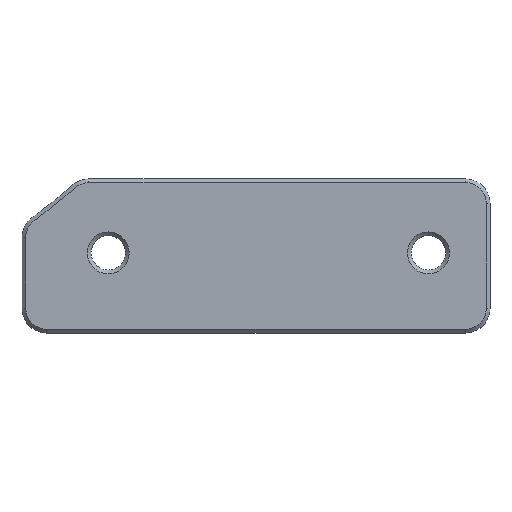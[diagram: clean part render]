
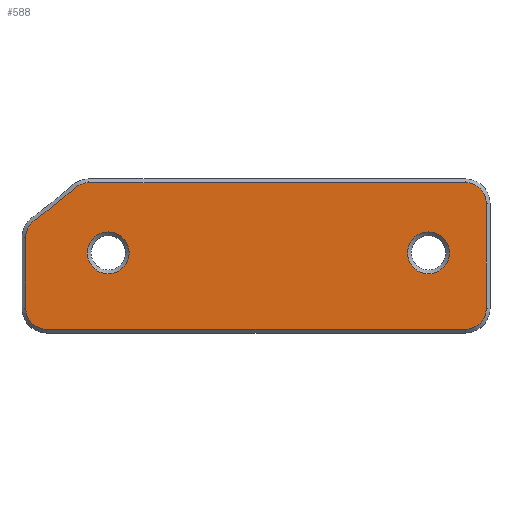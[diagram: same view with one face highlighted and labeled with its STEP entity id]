
A CAD part, top view. The second image highlights one B-rep face of the part: STEP entity #588.
In plain terms, the highlighted planar face has unit normal (0, 0, 1).
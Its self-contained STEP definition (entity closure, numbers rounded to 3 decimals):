
#15=FACE_BOUND('',#95,.T.);
#16=FACE_BOUND('',#96,.T.);
#33=PLANE('',#655);
#56=FACE_OUTER_BOUND('',#94,.T.);
#94=EDGE_LOOP('',(#449,#450,#451,#452,#453,#454,#455,#456,#457,#458));
#95=EDGE_LOOP('',(#459));
#96=EDGE_LOOP('',(#460));
#122=CIRCLE('',#627,1.7);
#124=CIRCLE('',#631,1.7);
#125=CIRCLE('',#633,60.3);
#128=CIRCLE('',#637,1.7);
#130=CIRCLE('',#641,1.7);
#132=CIRCLE('',#645,1.7);
#136=CIRCLE('',#656,1.7);
#137=CIRCLE('',#657,1.7);
#155=LINE('',#901,#207);
#161=LINE('',#925,#213);
#165=LINE('',#937,#217);
#170=LINE('',#949,#222);
#207=VECTOR('',#707,10.);
#213=VECTOR('',#733,10.);
#217=VECTOR('',#745,10.);
#222=VECTOR('',#758,10.);
#257=VERTEX_POINT('',#891);
#260=VERTEX_POINT('',#896);
#261=VERTEX_POINT('',#900);
#263=VERTEX_POINT('',#906);
#265=VERTEX_POINT('',#912);
#267=VERTEX_POINT('',#918);
#269=VERTEX_POINT('',#924);
#271=VERTEX_POINT('',#930);
#273=VERTEX_POINT('',#936);
#275=VERTEX_POINT('',#942);
#283=VERTEX_POINT('',#973);
#284=VERTEX_POINT('',#975);
#308=EDGE_CURVE('',#260,#257,#122,.T.);
#309=EDGE_CURVE('',#257,#261,#155,.T.);
#314=EDGE_CURVE('',#261,#263,#124,.T.);
#315=EDGE_CURVE('',#263,#265,#125,.T.);
#320=EDGE_CURVE('',#265,#267,#128,.T.);
#321=EDGE_CURVE('',#267,#269,#161,.T.);
#326=EDGE_CURVE('',#269,#271,#130,.T.);
#327=EDGE_CURVE('',#271,#273,#165,.T.);
#332=EDGE_CURVE('',#273,#275,#132,.T.);
#334=EDGE_CURVE('',#275,#260,#170,.T.);
#346=EDGE_CURVE('',#283,#283,#136,.T.);
#347=EDGE_CURVE('',#284,#284,#137,.T.);
#449=ORIENTED_EDGE('',*,*,#308,.F.);
#450=ORIENTED_EDGE('',*,*,#334,.F.);
#451=ORIENTED_EDGE('',*,*,#332,.F.);
#452=ORIENTED_EDGE('',*,*,#327,.F.);
#453=ORIENTED_EDGE('',*,*,#326,.F.);
#454=ORIENTED_EDGE('',*,*,#321,.F.);
#455=ORIENTED_EDGE('',*,*,#320,.F.);
#456=ORIENTED_EDGE('',*,*,#315,.F.);
#457=ORIENTED_EDGE('',*,*,#314,.F.);
#458=ORIENTED_EDGE('',*,*,#309,.F.);
#459=ORIENTED_EDGE('',*,*,#346,.F.);
#460=ORIENTED_EDGE('',*,*,#347,.F.);
#588=ADVANCED_FACE('',(#56,#15,#16),#33,.F.);
#627=AXIS2_PLACEMENT_3D('',#898,#703,#704);
#631=AXIS2_PLACEMENT_3D('',#910,#715,#716);
#633=AXIS2_PLACEMENT_3D('',#913,#719,#720);
#637=AXIS2_PLACEMENT_3D('',#922,#729,#730);
#641=AXIS2_PLACEMENT_3D('',#934,#741,#742);
#645=AXIS2_PLACEMENT_3D('',#946,#753,#754);
#655=AXIS2_PLACEMENT_3D('',#972,#783,#784);
#656=AXIS2_PLACEMENT_3D('',#974,#785,#786);
#657=AXIS2_PLACEMENT_3D('',#976,#787,#788);
#703=DIRECTION('center_axis',(0.,0.,-1.));
#704=DIRECTION('ref_axis',(-0.707,-0.707,0.));
#707=DIRECTION('',(0.,1.,0.));
#715=DIRECTION('center_axis',(0.,0.,-1.));
#716=DIRECTION('ref_axis',(-1.,0.,0.));
#719=DIRECTION('center_axis',(0.,0.,1.));
#720=DIRECTION('ref_axis',(0.738,-0.675,0.));
#729=DIRECTION('center_axis',(0.,0.,-1.));
#730=DIRECTION('ref_axis',(-0.348,0.938,0.));
#733=DIRECTION('',(1.,0.,0.));
#741=DIRECTION('center_axis',(0.,0.,-1.));
#742=DIRECTION('ref_axis',(0.707,0.707,0.));
#745=DIRECTION('',(0.,-1.,0.));
#753=DIRECTION('center_axis',(0.,0.,-1.));
#754=DIRECTION('ref_axis',(0.707,-0.707,0.));
#758=DIRECTION('',(-1.,0.,0.));
#783=DIRECTION('center_axis',(0.,0.,-1.));
#784=DIRECTION('ref_axis',(-1.,0.,0.));
#785=DIRECTION('center_axis',(0.,0.,1.));
#786=DIRECTION('ref_axis',(-1.,0.,0.));
#787=DIRECTION('center_axis',(0.,0.,1.));
#788=DIRECTION('ref_axis',(-1.,0.,0.));
#891=CARTESIAN_POINT('',(-38.7,-0.5,0.));
#896=CARTESIAN_POINT('',(-37.,-2.2,0.));
#898=CARTESIAN_POINT('Origin',(-37.,-0.5,0.));
#900=CARTESIAN_POINT('',(-38.7,5.251,0.));
#901=CARTESIAN_POINT('',(-38.7,0.625,0.));
#906=CARTESIAN_POINT('',(-38.015,6.615,0.));
#910=CARTESIAN_POINT('Origin',(-37.,5.251,0.));
#912=CARTESIAN_POINT('',(-34.674,9.289,0.));
#913=CARTESIAN_POINT('Origin',(-74.,55.,0.));
#918=CARTESIAN_POINT('',(-33.565,9.7,0.));
#922=CARTESIAN_POINT('Origin',(-33.565,8.,0.));
#924=CARTESIAN_POINT('',(-3.,9.7,0.));
#925=CARTESIAN_POINT('',(-27.157,9.7,0.));
#930=CARTESIAN_POINT('',(-1.3,8.,0.));
#934=CARTESIAN_POINT('Origin',(-3.,8.,0.));
#936=CARTESIAN_POINT('',(-1.3,-0.5,0.));
#937=CARTESIAN_POINT('',(-1.3,6.875,0.));
#942=CARTESIAN_POINT('',(-3.,-2.2,0.));
#946=CARTESIAN_POINT('Origin',(-3.,-0.5,0.));
#949=CARTESIAN_POINT('',(-10.5,-2.2,0.));
#972=CARTESIAN_POINT('Origin',(-20.,3.75,0.));
#973=CARTESIAN_POINT('',(-30.3,4.,0.));
#974=CARTESIAN_POINT('Origin',(-32.,4.,0.));
#975=CARTESIAN_POINT('',(-4.3,4.,0.));
#976=CARTESIAN_POINT('Origin',(-6.,4.,0.));
